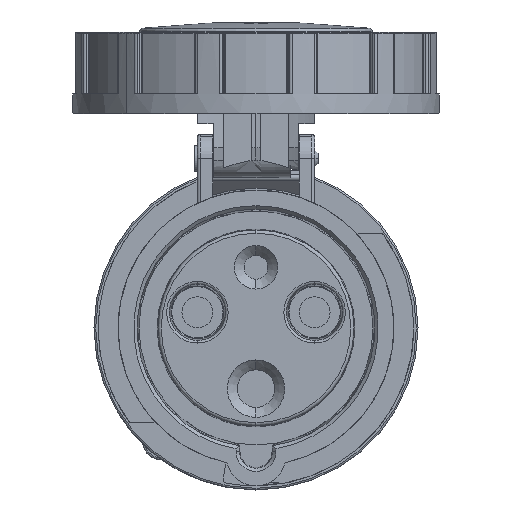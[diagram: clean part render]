
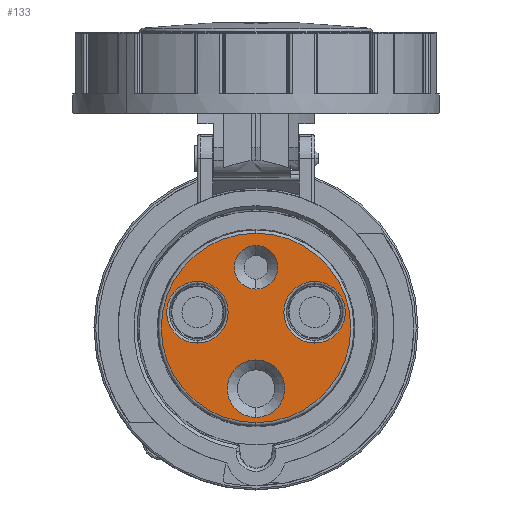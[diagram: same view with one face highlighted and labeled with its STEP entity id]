
A CAD part, front view. The second image highlights one B-rep face of the part: STEP entity #133.
In plain terms, the highlighted planar face has unit normal (0, -1, 0).
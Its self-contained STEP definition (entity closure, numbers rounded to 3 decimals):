
#133 = ADVANCED_FACE ( 'NONE', ( #6207, #21141, #15500, #27821, #12471 ), #33470, .T. ) ;
#223 = AXIS2_PLACEMENT_3D ( 'NONE', #31987, #4293, #22871 ) ;
#359 = CARTESIAN_POINT ( 'NONE',  ( 17.628, -78.5, 4.723 ) ) ;
#366 = CARTESIAN_POINT ( 'NONE',  ( 0., -78.5, -9.6 ) ) ;
#540 = CIRCLE ( 'NONE', #1171, 6.55 ) ;
#712 = CIRCLE ( 'NONE', #25928, 8.65 ) ;
#1171 = AXIS2_PLACEMENT_3D ( 'NONE', #10776, #29774, #4930 ) ;
#2869 = VERTEX_POINT ( 'NONE', #16864 ) ;
#3123 = EDGE_LOOP ( 'NONE', ( #26062, #15881 ) ) ;
#3163 = DIRECTION ( 'NONE',  ( 0., 0., 1. ) ) ;
#3839 = EDGE_CURVE ( 'NONE', #24867, #11488, #25682, .T. ) ;
#4293 = DIRECTION ( 'NONE',  ( 0., -1., 0. ) ) ;
#4442 = AXIS2_PLACEMENT_3D ( 'NONE', #6923, #25301, #31179 ) ;
#4605 = CIRCLE ( 'NONE', #11676, 28.504 ) ;
#4832 = AXIS2_PLACEMENT_3D ( 'NONE', #24361, #5803, #9035 ) ;
#4930 = DIRECTION ( 'NONE',  ( 0., 0., 1. ) ) ;
#5803 = DIRECTION ( 'NONE',  ( 0., -1., 0. ) ) ;
#5911 = DIRECTION ( 'NONE',  ( 0., -1., 0. ) ) ;
#5920 = EDGE_CURVE ( 'NONE', #26841, #20562, #19317, .T. ) ;
#6207 = FACE_OUTER_BOUND ( 'NONE', #18607, .T. ) ;
#6249 = DIRECTION ( 'NONE',  ( 0., 0., 1. ) ) ;
#6923 = CARTESIAN_POINT ( 'NONE',  ( 0., -78.5, 18.25 ) ) ;
#8891 = DIRECTION ( 'NONE',  ( 0., 1., 0. ) ) ;
#8926 = AXIS2_PLACEMENT_3D ( 'NONE', #359, #37152, #6249 ) ;
#9035 = DIRECTION ( 'NONE',  ( -1., 0., 0. ) ) ;
#9617 = DIRECTION ( 'NONE',  ( 0., 0., 1. ) ) ;
#9839 = CARTESIAN_POINT ( 'NONE',  ( 0., -78.5, 24.8 ) ) ;
#10146 = EDGE_CURVE ( 'NONE', #2869, #36890, #15817, .T. ) ;
#10484 = DIRECTION ( 'NONE',  ( 0., 1., 0. ) ) ;
#10776 = CARTESIAN_POINT ( 'NONE',  ( 0., -78.5, 18.25 ) ) ;
#11044 = EDGE_LOOP ( 'NONE', ( #39432, #17121 ) ) ;
#11488 = VERTEX_POINT ( 'NONE', #16192 ) ;
#11676 = AXIS2_PLACEMENT_3D ( 'NONE', #31925, #10484, #13528 ) ;
#11731 = ORIENTED_EDGE ( 'NONE', *, *, #25140, .F. ) ;
#11795 = DIRECTION ( 'NONE',  ( 0., -1., 0. ) ) ;
#11826 = CIRCLE ( 'NONE', #223, 9.259 ) ;
#12471 = FACE_BOUND ( 'NONE', #32229, .T. ) ;
#12929 = AXIS2_PLACEMENT_3D ( 'NONE', #22281, #5911, #18233 ) ;
#13528 = DIRECTION ( 'NONE',  ( 1., 0., 0. ) ) ;
#14186 = CARTESIAN_POINT ( 'NONE',  ( 0., -78.5, -26.9 ) ) ;
#14256 = DIRECTION ( 'NONE',  ( 0., 0., 1. ) ) ;
#15500 = FACE_BOUND ( 'NONE', #11044, .T. ) ;
#15817 = CIRCLE ( 'NONE', #28692, 28.504 ) ;
#15881 = ORIENTED_EDGE ( 'NONE', *, *, #35505, .F. ) ;
#16043 = CARTESIAN_POINT ( 'NONE',  ( -17.628, -78.5, -4.536 ) ) ;
#16192 = CARTESIAN_POINT ( 'NONE',  ( 0., -78.5, 11.7 ) ) ;
#16777 = EDGE_CURVE ( 'NONE', #25720, #31634, #25705, .T. ) ;
#16864 = CARTESIAN_POINT ( 'NONE',  ( 0., -78.5, 28.504 ) ) ;
#17121 = ORIENTED_EDGE ( 'NONE', *, *, #5920, .F. ) ;
#18233 = DIRECTION ( 'NONE',  ( 0., 0., 1. ) ) ;
#18607 = EDGE_LOOP ( 'NONE', ( #28507, #37170 ) ) ;
#18804 = ORIENTED_EDGE ( 'NONE', *, *, #28486, .F. ) ;
#19317 = CIRCLE ( 'NONE', #37410, 9.259 ) ;
#20562 = VERTEX_POINT ( 'NONE', #21708 ) ;
#21141 = FACE_BOUND ( 'NONE', #35893, .T. ) ;
#21403 = DIRECTION ( 'NONE',  ( 1., 0., 0. ) ) ;
#21708 = CARTESIAN_POINT ( 'NONE',  ( 17.628, -78.5, -4.536 ) ) ;
#21734 = ORIENTED_EDGE ( 'NONE', *, *, #38713, .F. ) ;
#21803 = CARTESIAN_POINT ( 'NONE',  ( 17.628, -78.5, 13.982 ) ) ;
#21934 = DIRECTION ( 'NONE',  ( 0., -1., 0. ) ) ;
#22281 = CARTESIAN_POINT ( 'NONE',  ( -17.628, -78.5, 4.723 ) ) ;
#22634 = VERTEX_POINT ( 'NONE', #16043 ) ;
#22871 = DIRECTION ( 'NONE',  ( 0., 0., 1. ) ) ;
#23298 = EDGE_CURVE ( 'NONE', #20562, #26841, #23758, .T. ) ;
#23758 = CIRCLE ( 'NONE', #8926, 9.259 ) ;
#24028 = CARTESIAN_POINT ( 'NONE',  ( 0., -78.5, 0. ) ) ;
#24361 = CARTESIAN_POINT ( 'NONE',  ( -14.75, -78.5, 0. ) ) ;
#24867 = VERTEX_POINT ( 'NONE', #9839 ) ;
#25140 = EDGE_CURVE ( 'NONE', #22634, #28923, #27755, .T. ) ;
#25142 = CARTESIAN_POINT ( 'NONE',  ( 0., -78.5, -28.504 ) ) ;
#25301 = DIRECTION ( 'NONE',  ( 0., -1., 0. ) ) ;
#25682 = CIRCLE ( 'NONE', #4442, 6.55 ) ;
#25705 = CIRCLE ( 'NONE', #32810, 8.65 ) ;
#25720 = VERTEX_POINT ( 'NONE', #366 ) ;
#25928 = AXIS2_PLACEMENT_3D ( 'NONE', #28203, #21934, #9617 ) ;
#26062 = ORIENTED_EDGE ( 'NONE', *, *, #3839, .F. ) ;
#26841 = VERTEX_POINT ( 'NONE', #21803 ) ;
#27640 = EDGE_CURVE ( 'NONE', #36890, #2869, #4605, .T. ) ;
#27755 = CIRCLE ( 'NONE', #12929, 9.259 ) ;
#27821 = FACE_BOUND ( 'NONE', #3123, .T. ) ;
#28203 = CARTESIAN_POINT ( 'NONE',  ( 0., -78.5, -18.25 ) ) ;
#28486 = EDGE_CURVE ( 'NONE', #31634, #25720, #712, .T. ) ;
#28507 = ORIENTED_EDGE ( 'NONE', *, *, #27640, .F. ) ;
#28692 = AXIS2_PLACEMENT_3D ( 'NONE', #24028, #8891, #21403 ) ;
#28923 = VERTEX_POINT ( 'NONE', #34821 ) ;
#29774 = DIRECTION ( 'NONE',  ( 0., -1., 0. ) ) ;
#30181 = CARTESIAN_POINT ( 'NONE',  ( 17.628, -78.5, 4.723 ) ) ;
#30666 = DIRECTION ( 'NONE',  ( 0., -1., 0. ) ) ;
#31179 = DIRECTION ( 'NONE',  ( 0., 0., 1. ) ) ;
#31634 = VERTEX_POINT ( 'NONE', #14186 ) ;
#31925 = CARTESIAN_POINT ( 'NONE',  ( 0., -78.5, 0. ) ) ;
#31929 = ORIENTED_EDGE ( 'NONE', *, *, #16777, .F. ) ;
#31987 = CARTESIAN_POINT ( 'NONE',  ( -17.628, -78.5, 4.723 ) ) ;
#32229 = EDGE_LOOP ( 'NONE', ( #31929, #18804 ) ) ;
#32810 = AXIS2_PLACEMENT_3D ( 'NONE', #33686, #30666, #3163 ) ;
#33470 = PLANE ( 'NONE',  #4832 ) ;
#33686 = CARTESIAN_POINT ( 'NONE',  ( 0., -78.5, -18.25 ) ) ;
#34821 = CARTESIAN_POINT ( 'NONE',  ( -17.628, -78.5, 13.982 ) ) ;
#35505 = EDGE_CURVE ( 'NONE', #11488, #24867, #540, .T. ) ;
#35893 = EDGE_LOOP ( 'NONE', ( #11731, #21734 ) ) ;
#36890 = VERTEX_POINT ( 'NONE', #25142 ) ;
#37152 = DIRECTION ( 'NONE',  ( 0., -1., 0. ) ) ;
#37170 = ORIENTED_EDGE ( 'NONE', *, *, #10146, .F. ) ;
#37410 = AXIS2_PLACEMENT_3D ( 'NONE', #30181, #11795, #14256 ) ;
#38713 = EDGE_CURVE ( 'NONE', #28923, #22634, #11826, .T. ) ;
#39432 = ORIENTED_EDGE ( 'NONE', *, *, #23298, .F. ) ;
